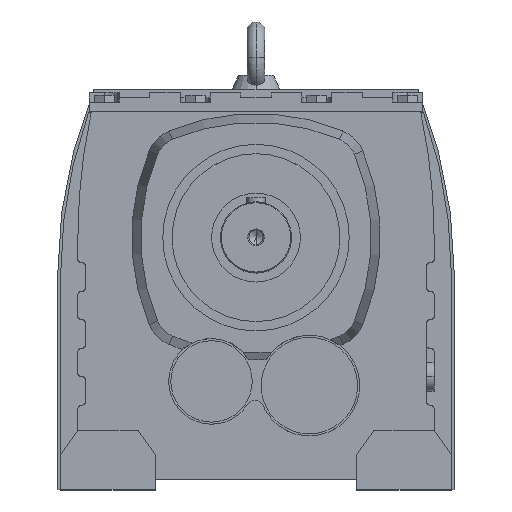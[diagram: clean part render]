
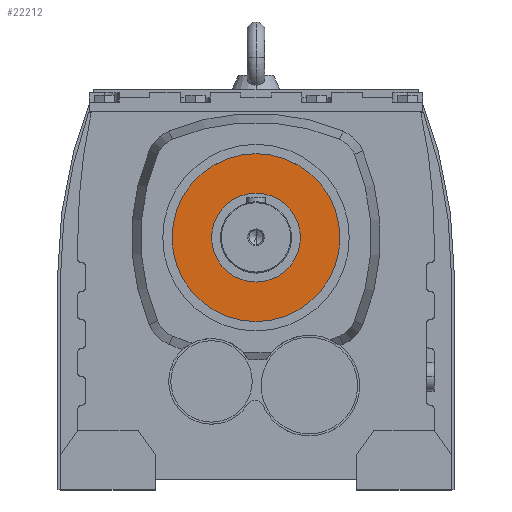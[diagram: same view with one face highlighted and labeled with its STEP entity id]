
A CAD part, top view. The second image highlights one B-rep face of the part: STEP entity #22212.
In plain terms, the highlighted planar face has unit normal (0, 0, 1).
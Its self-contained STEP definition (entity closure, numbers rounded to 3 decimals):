
#21019 = CYLINDRICAL_SURFACE('',#21020,141.75);
#21020 = AXIS2_PLACEMENT_3D('',#21021,#21022,#21023);
#21021 = CARTESIAN_POINT('',(0.,59.9,790.));
#21022 = DIRECTION('',(0.,0.,1.));
#21023 = DIRECTION('',(0.,-1.,0.));
#21049 = CYLINDRICAL_SURFACE('',#21050,141.75);
#21050 = AXIS2_PLACEMENT_3D('',#21051,#21052,#21053);
#21051 = CARTESIAN_POINT('',(0.,59.9,790.));
#21052 = DIRECTION('',(0.,0.,1.));
#21053 = DIRECTION('',(0.,-1.,0.));
#21974 = VERTEX_POINT('',#21975);
#21975 = CARTESIAN_POINT('',(0.,201.65,559.));
#21996 = VERTEX_POINT('',#21997);
#21997 = CARTESIAN_POINT('',(0.,-81.85,559.));
#22016 = EDGE_CURVE('',#21974,#21996,#22017,.T.);
#22017 = SURFACE_CURVE('',#22018,(#22023,#22029),.PCURVE_S1.);
#22018 = CIRCLE('',#22019,141.75);
#22019 = AXIS2_PLACEMENT_3D('',#22020,#22021,#22022);
#22020 = CARTESIAN_POINT('',(0.,59.9,559.));
#22021 = DIRECTION('',(0.,0.,-1.));
#22022 = DIRECTION('',(-1.,0.,0.));
#22023 = PCURVE('',#21019,#22024);
#22024 = DEFINITIONAL_REPRESENTATION('',(#22025),#22028);
#22025 = B_SPLINE_CURVE_WITH_KNOTS('',1,(#22026,#22027),.UNSPECIFIED.,
  .F.,.F.,(2,2),(1.571,4.712),
  .PIECEWISE_BEZIER_KNOTS.);
#22026 = CARTESIAN_POINT('',(3.142,-231.));
#22027 = CARTESIAN_POINT('',(0.,-231.));
#22028 = ( GEOMETRIC_REPRESENTATION_CONTEXT(2) 
PARAMETRIC_REPRESENTATION_CONTEXT() REPRESENTATION_CONTEXT('2D SPACE',''
  ) );
#22029 = PCURVE('',#22030,#22035);
#22030 = PLANE('',#22031);
#22031 = AXIS2_PLACEMENT_3D('',#22032,#22033,#22034);
#22032 = CARTESIAN_POINT('',(-61.146,37.046,559.));
#22033 = DIRECTION('',(0.,0.,-1.));
#22034 = DIRECTION('',(-1.,0.,0.));
#22035 = DEFINITIONAL_REPRESENTATION('',(#22036),#22040);
#22036 = CIRCLE('',#22037,141.75);
#22037 = AXIS2_PLACEMENT_2D('',#22038,#22039);
#22038 = CARTESIAN_POINT('',(-61.146,22.854));
#22039 = DIRECTION('',(1.,0.));
#22040 = ( GEOMETRIC_REPRESENTATION_CONTEXT(2) 
PARAMETRIC_REPRESENTATION_CONTEXT() REPRESENTATION_CONTEXT('2D SPACE',''
  ) );
#22045 = EDGE_CURVE('',#21996,#21974,#22046,.T.);
#22046 = SURFACE_CURVE('',#22047,(#22052,#22058),.PCURVE_S1.);
#22047 = CIRCLE('',#22048,141.75);
#22048 = AXIS2_PLACEMENT_3D('',#22049,#22050,#22051);
#22049 = CARTESIAN_POINT('',(0.,59.9,559.));
#22050 = DIRECTION('',(0.,0.,-1.));
#22051 = DIRECTION('',(-1.,0.,0.));
#22052 = PCURVE('',#21049,#22053);
#22053 = DEFINITIONAL_REPRESENTATION('',(#22054),#22057);
#22054 = B_SPLINE_CURVE_WITH_KNOTS('',1,(#22055,#22056),.UNSPECIFIED.,
  .F.,.F.,(2,2),(4.712,7.854),
  .PIECEWISE_BEZIER_KNOTS.);
#22055 = CARTESIAN_POINT('',(6.283,-231.));
#22056 = CARTESIAN_POINT('',(3.142,-231.));
#22057 = ( GEOMETRIC_REPRESENTATION_CONTEXT(2) 
PARAMETRIC_REPRESENTATION_CONTEXT() REPRESENTATION_CONTEXT('2D SPACE',''
  ) );
#22058 = PCURVE('',#22030,#22059);
#22059 = DEFINITIONAL_REPRESENTATION('',(#22060),#22064);
#22060 = CIRCLE('',#22061,141.75);
#22061 = AXIS2_PLACEMENT_2D('',#22062,#22063);
#22062 = CARTESIAN_POINT('',(-61.146,22.854));
#22063 = DIRECTION('',(1.,0.));
#22064 = ( GEOMETRIC_REPRESENTATION_CONTEXT(2) 
PARAMETRIC_REPRESENTATION_CONTEXT() REPRESENTATION_CONTEXT('2D SPACE',''
  ) );
#22212 = ADVANCED_FACE('',(#22213,#22217),#22030,.F.);
#22213 = FACE_BOUND('',#22214,.T.);
#22214 = EDGE_LOOP('',(#22215,#22216));
#22215 = ORIENTED_EDGE('',*,*,#22045,.F.);
#22216 = ORIENTED_EDGE('',*,*,#22016,.F.);
#22217 = FACE_BOUND('',#22218,.T.);
#22218 = EDGE_LOOP('',(#22219,#22253));
#22219 = ORIENTED_EDGE('',*,*,#22220,.F.);
#22220 = EDGE_CURVE('',#22221,#22223,#22225,.T.);
#22221 = VERTEX_POINT('',#22222);
#22222 = CARTESIAN_POINT('',(0.,-15.1,559.));
#22223 = VERTEX_POINT('',#22224);
#22224 = CARTESIAN_POINT('',(0.,134.9,559.));
#22225 = SURFACE_CURVE('',#22226,(#22231,#22242),.PCURVE_S1.);
#22226 = CIRCLE('',#22227,75.);
#22227 = AXIS2_PLACEMENT_3D('',#22228,#22229,#22230);
#22228 = CARTESIAN_POINT('',(0.,59.9,559.));
#22229 = DIRECTION('',(0.,0.,1.));
#22230 = DIRECTION('',(-1.,0.,0.));
#22231 = PCURVE('',#22030,#22232);
#22232 = DEFINITIONAL_REPRESENTATION('',(#22233),#22241);
#22233 = ( BOUNDED_CURVE() B_SPLINE_CURVE(2,(#22234,#22235,#22236,#22237
    ,#22238,#22239,#22240),.UNSPECIFIED.,.F.,.F.) 
B_SPLINE_CURVE_WITH_KNOTS((1,2,2,2,2,1),(-2.094,0.,
    2.094,4.189,6.283,8.378),
.UNSPECIFIED.) CURVE() GEOMETRIC_REPRESENTATION_ITEM() 
RATIONAL_B_SPLINE_CURVE((1.,0.5,1.,0.5,1.,0.5,1.)) REPRESENTATION_ITEM(
  '') );
#22234 = CARTESIAN_POINT('',(13.854,22.854));
#22235 = CARTESIAN_POINT('',(13.854,-107.05));
#22236 = CARTESIAN_POINT('',(-98.646,-42.098));
#22237 = CARTESIAN_POINT('',(-211.146,22.854));
#22238 = CARTESIAN_POINT('',(-98.646,87.806));
#22239 = CARTESIAN_POINT('',(13.854,152.758));
#22240 = CARTESIAN_POINT('',(13.854,22.854));
#22241 = ( GEOMETRIC_REPRESENTATION_CONTEXT(2) 
PARAMETRIC_REPRESENTATION_CONTEXT() REPRESENTATION_CONTEXT('2D SPACE',''
  ) );
#22242 = PCURVE('',#22243,#22248);
#22243 = CYLINDRICAL_SURFACE('',#22244,75.);
#22244 = AXIS2_PLACEMENT_3D('',#22245,#22246,#22247);
#22245 = CARTESIAN_POINT('',(0.,59.9,790.));
#22246 = DIRECTION('',(0.,0.,1.));
#22247 = DIRECTION('',(0.,-1.,0.));
#22248 = DEFINITIONAL_REPRESENTATION('',(#22249),#22252);
#22249 = B_SPLINE_CURVE_WITH_KNOTS('',1,(#22250,#22251),.UNSPECIFIED.,
  .F.,.F.,(2,2),(1.571,4.712),
  .PIECEWISE_BEZIER_KNOTS.);
#22250 = CARTESIAN_POINT('',(0.,-231.));
#22251 = CARTESIAN_POINT('',(3.142,-231.));
#22252 = ( GEOMETRIC_REPRESENTATION_CONTEXT(2) 
PARAMETRIC_REPRESENTATION_CONTEXT() REPRESENTATION_CONTEXT('2D SPACE',''
  ) );
#22253 = ORIENTED_EDGE('',*,*,#22254,.F.);
#22254 = EDGE_CURVE('',#22223,#22221,#22255,.T.);
#22255 = SURFACE_CURVE('',#22256,(#22261,#22272),.PCURVE_S1.);
#22256 = CIRCLE('',#22257,75.);
#22257 = AXIS2_PLACEMENT_3D('',#22258,#22259,#22260);
#22258 = CARTESIAN_POINT('',(0.,59.9,559.));
#22259 = DIRECTION('',(0.,0.,1.));
#22260 = DIRECTION('',(-1.,0.,0.));
#22261 = PCURVE('',#22030,#22262);
#22262 = DEFINITIONAL_REPRESENTATION('',(#22263),#22271);
#22263 = ( BOUNDED_CURVE() B_SPLINE_CURVE(2,(#22264,#22265,#22266,#22267
    ,#22268,#22269,#22270),.UNSPECIFIED.,.F.,.F.) 
B_SPLINE_CURVE_WITH_KNOTS((1,2,2,2,2,1),(-2.094,0.,
    2.094,4.189,6.283,8.378),
.UNSPECIFIED.) CURVE() GEOMETRIC_REPRESENTATION_ITEM() 
RATIONAL_B_SPLINE_CURVE((1.,0.5,1.,0.5,1.,0.5,1.)) REPRESENTATION_ITEM(
  '') );
#22264 = CARTESIAN_POINT('',(13.854,22.854));
#22265 = CARTESIAN_POINT('',(13.854,-107.05));
#22266 = CARTESIAN_POINT('',(-98.646,-42.098));
#22267 = CARTESIAN_POINT('',(-211.146,22.854));
#22268 = CARTESIAN_POINT('',(-98.646,87.806));
#22269 = CARTESIAN_POINT('',(13.854,152.758));
#22270 = CARTESIAN_POINT('',(13.854,22.854));
#22271 = ( GEOMETRIC_REPRESENTATION_CONTEXT(2) 
PARAMETRIC_REPRESENTATION_CONTEXT() REPRESENTATION_CONTEXT('2D SPACE',''
  ) );
#22272 = PCURVE('',#22273,#22278);
#22273 = CYLINDRICAL_SURFACE('',#22274,75.);
#22274 = AXIS2_PLACEMENT_3D('',#22275,#22276,#22277);
#22275 = CARTESIAN_POINT('',(0.,59.9,790.));
#22276 = DIRECTION('',(0.,0.,1.));
#22277 = DIRECTION('',(0.,-1.,0.));
#22278 = DEFINITIONAL_REPRESENTATION('',(#22279),#22282);
#22279 = B_SPLINE_CURVE_WITH_KNOTS('',1,(#22280,#22281),.UNSPECIFIED.,
  .F.,.F.,(2,2),(4.712,7.854),
  .PIECEWISE_BEZIER_KNOTS.);
#22280 = CARTESIAN_POINT('',(3.142,-231.));
#22281 = CARTESIAN_POINT('',(6.283,-231.));
#22282 = ( GEOMETRIC_REPRESENTATION_CONTEXT(2) 
PARAMETRIC_REPRESENTATION_CONTEXT() REPRESENTATION_CONTEXT('2D SPACE',''
  ) );
